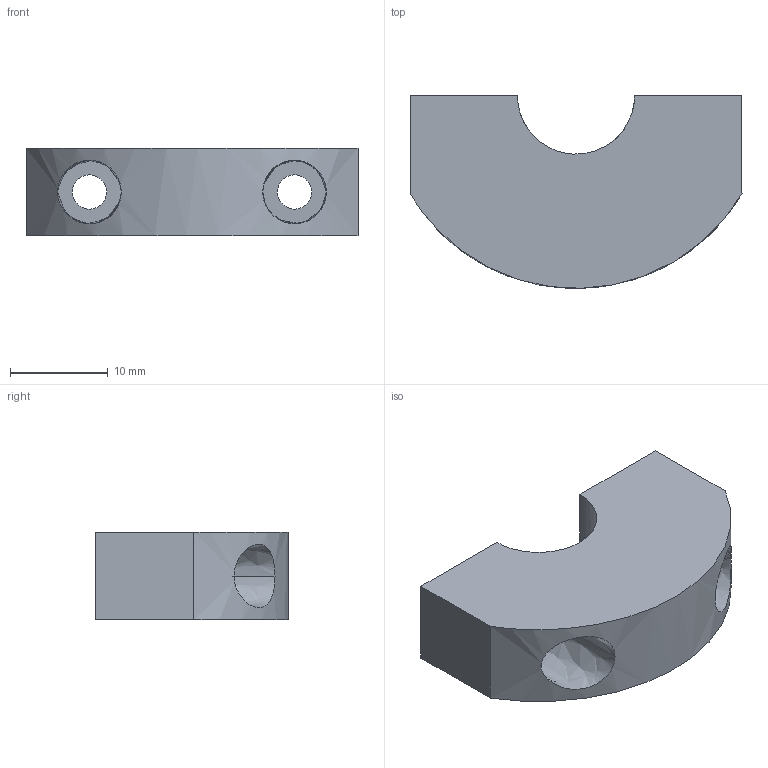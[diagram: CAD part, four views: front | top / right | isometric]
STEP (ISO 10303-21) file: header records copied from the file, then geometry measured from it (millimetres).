
FILE_DESCRIPTION(/* description */ (''),/* implementation_level */ '2;1');
FILE_NAME(/* name */ 'HOTMOU~2',/* time_stamp */ '2015-01-26T00:39:36+09:00',/* author */ (''),/* organization */ (''),/* preprocessor_version */ 'ST-DEVELOPER v15',/* originating_system */ '',/* authorisation */ '');
FILE_SCHEMA (('CONFIG_CONTROL_DESIGN'));
Length unit declared in the file: millimetre
Products named in the file (1): Document
Bounding box: 34 x 19.74 x 9 mm (x, y, z)
Volume: 3993.3 mm3; surface area: 2408 mm2
Topology: 1 solids, 1 shells, 18 faces, 42 edges, 28 vertices
Faces by surface type: bspline 10, plane 8
Entity records: 792 total; most frequent: CARTESIAN_POINT 430, ORIENTED_EDGE 84, EDGE_CURVE 42, VERTEX_POINT 28, B_SPLINE_CURVE_WITH_KNOTS 26, EDGE_LOOP 24, ADVANCED_FACE 18, FACE_OUTER_BOUND 18
